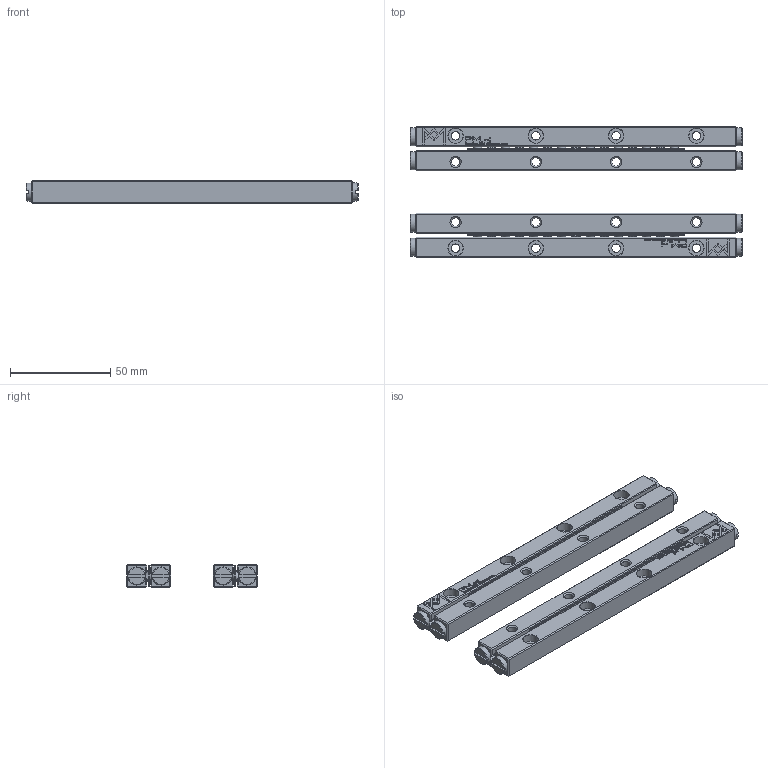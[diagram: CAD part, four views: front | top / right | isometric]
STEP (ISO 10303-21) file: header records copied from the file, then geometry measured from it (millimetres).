
FILE_DESCRIPTION(/* description */ (''),/* implementation_level */ '2;1');
FILE_NAME(/* name */ 'Set RSD-4160x15AA_stp_stp.stp',/* time_stamp */ '2025-05-21T16:11:59+02:00',/* author */ (''),/* organization */ (''),/* preprocessor_version */ 'ST-DEVELOPER v16.7',/* originating_system */ 'SIEMENS PLM Software NX 12.0',/* authorisation */ '');
FILE_SCHEMA (('AUTOMOTIVE_DESIGN { 1 0 10303 214 3 1 1 1 }'));
Products named in the file (1): Set RSD-4160x15AA_stp_stp
Bounding box: 165.4 x 65 x 11 mm (x, y, z)
Volume: 66191.6 mm3; surface area: 39242.3 mm2
Topology: 44 solids, 44 shells, 2570 faces, 6560 edges, 4242 vertices
Faces by surface type: plane 1560, cylinder 518, bspline 360, cone 132
Full cylindrical faces by diameter (mm): 2.6 x8, 3 x8, 3.2 x8, 4 x30, 4.2 x16, 7.5 x16, 9 x8
Entity records: 85922 total; most frequent: CARTESIAN_POINT 18087, ORIENTED_EDGE 12552, DIRECTION 11130, EDGE_CURVE 6276, LINE 4340, VECTOR 4340, VERTEX_POINT 4176, AXIS2_PLACEMENT_3D 3395
